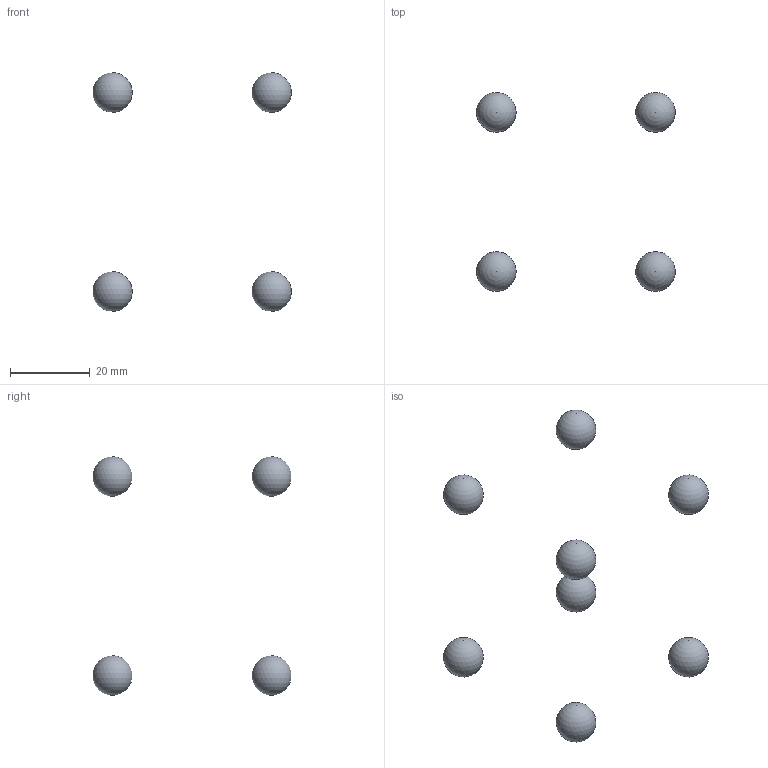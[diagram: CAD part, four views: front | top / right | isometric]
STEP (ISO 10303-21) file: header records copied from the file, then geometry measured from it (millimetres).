
FILE_DESCRIPTION(('FreeCAD Model'),'2;1');
FILE_NAME('Open CASCADE Shape Model','2021-07-29T21:02:54',('Author'),( ''),'Open CASCADE STEP processor 7.4','FreeCAD','Unknown');
FILE_SCHEMA(('AUTOMOTIVE_DESIGN { 1 0 10303 214 1 1 1 1 }'));
Length unit declared in the file: millimetre
Products named in the file (3): hull; Group; Group001
Assembly tree (2 placements, depth 2):
  hull
    Group
    Group001
Bounding box: 49.96 x 49.93 x 60 mm (x, y, z)
Volume: 4188.8 mm3; surface area: 2513.3 mm2
Topology: 8 solids, 8 shells, 8 faces, 24 edges, 16 vertices
Faces by surface type: sphere 8
Entity records: 148 total; most frequent: DIRECTION 22, CARTESIAN_POINT 19, AXIS2_PLACEMENT_3D 11, MANIFOLD_SOLID_BREP 8, CLOSED_SHELL 8, ADVANCED_FACE 8, FACE_BOUND 8, VERTEX_LOOP 8
